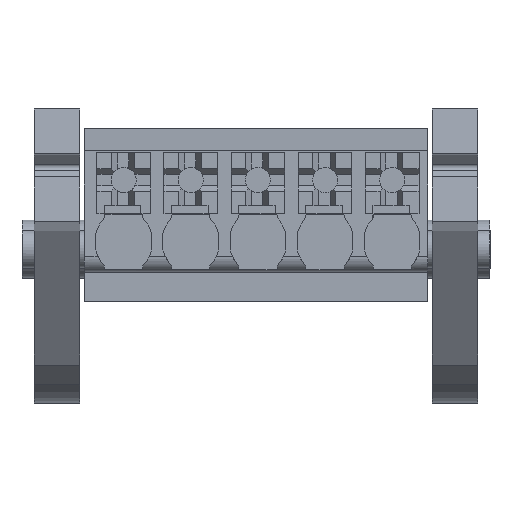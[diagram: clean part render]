
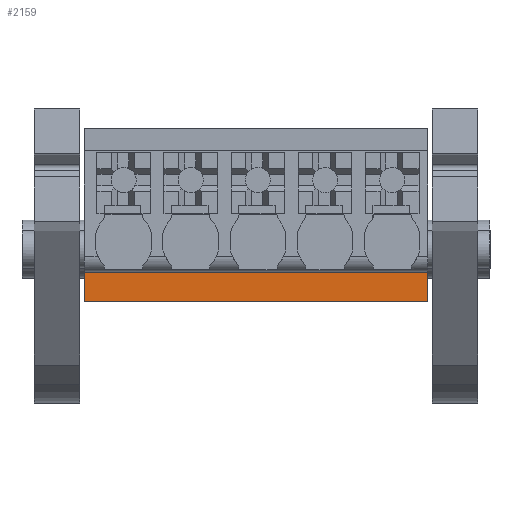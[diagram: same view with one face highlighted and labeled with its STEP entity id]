
A CAD part, top view. The second image highlights one B-rep face of the part: STEP entity #2159.
In plain terms, the highlighted planar face has unit normal (0, 0, 1).
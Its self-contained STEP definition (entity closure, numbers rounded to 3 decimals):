
#2139=AXIS2_PLACEMENT_3D('Plane Axis2P3D',#2136,#2137,#2138) ;
#105=CARTESIAN_POINT('Vertex',(3.25,5.297,20.4)) ;
#108=CARTESIAN_POINT('Line Origine',(3.25,6.06,20.4)) ;
#112=CARTESIAN_POINT('Vertex',(3.25,6.822,20.4)) ;
#1927=CARTESIAN_POINT('Vertex',(21.15,5.297,20.4)) ;
#1930=CARTESIAN_POINT('Line Origine',(12.2,5.297,20.4)) ;
#2136=CARTESIAN_POINT('Axis2P3D Location',(6.93,6.822,20.4)) ;
#2141=CARTESIAN_POINT('Line Origine',(21.15,6.059,20.4)) ;
#2145=CARTESIAN_POINT('Vertex',(21.15,6.822,20.4)) ;
#2148=CARTESIAN_POINT('Line Origine',(12.2,6.822,20.4)) ;
#109=DIRECTION('Vector Direction',(0.,1.,0.)) ;
#1931=DIRECTION('Vector Direction',(1.,0.,0.)) ;
#2137=DIRECTION('Axis2P3D Direction',(-0.,0.,1.)) ;
#2138=DIRECTION('Axis2P3D XDirection',(0.,-1.,0.)) ;
#2142=DIRECTION('Vector Direction',(0.,-1.,0.)) ;
#2149=DIRECTION('Vector Direction',(-1.,0.,0.)) ;
#110=VECTOR('Line Direction',#109,1.) ;
#1932=VECTOR('Line Direction',#1931,1.) ;
#2143=VECTOR('Line Direction',#2142,1.) ;
#2150=VECTOR('Line Direction',#2149,1.) ;
#2154=ORIENTED_EDGE('',*,*,#1934,.T.) ;
#2155=ORIENTED_EDGE('',*,*,#2147,.F.) ;
#2156=ORIENTED_EDGE('',*,*,#2152,.T.) ;
#2157=ORIENTED_EDGE('',*,*,#114,.T.) ;
#2159=ADVANCED_FACE('HOUSING',(#2158),#2140,.T.) ;
#114=EDGE_CURVE('',#113,#106,#111,.F.) ;
#1934=EDGE_CURVE('',#106,#1928,#1933,.T.) ;
#2147=EDGE_CURVE('',#2146,#1928,#2144,.T.) ;
#2152=EDGE_CURVE('',#2146,#113,#2151,.T.) ;
#2153=EDGE_LOOP('',(#2154,#2155,#2156,#2157)) ;
#2158=FACE_OUTER_BOUND('',#2153,.T.) ;
#111=LINE('Line',#108,#110) ;
#1933=LINE('Line',#1930,#1932) ;
#2144=LINE('Line',#2141,#2143) ;
#2151=LINE('Line',#2148,#2150) ;
#2140=PLANE('',#2139) ;
#106=VERTEX_POINT('',#105) ;
#113=VERTEX_POINT('',#112) ;
#1928=VERTEX_POINT('',#1927) ;
#2146=VERTEX_POINT('',#2145) ;
